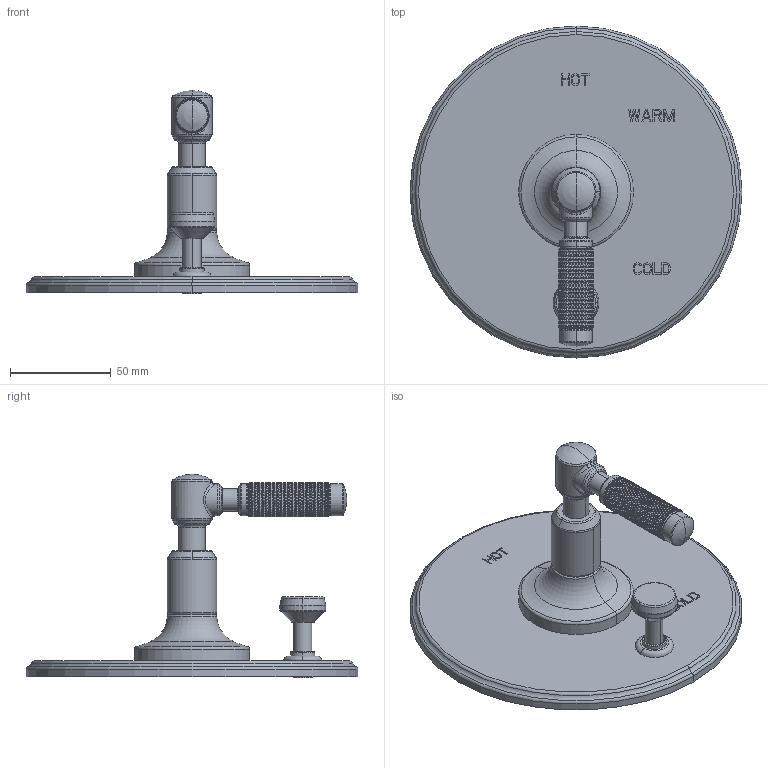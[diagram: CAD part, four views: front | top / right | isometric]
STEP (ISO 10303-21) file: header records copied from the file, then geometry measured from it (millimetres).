
FILE_DESCRIPTION((''),'2;1');
FILE_NAME('5-3252BP_','2024-07-31T09:08:17',('rsmith'),(''),'CREO PARAMETRIC BY PTC INC, 2023134','CREO PARAMETRIC BY PTC INC, 2023134','');
FILE_SCHEMA(('CONFIG_CONTROL_DESIGN'));
Length unit declared in the file: inch
Products named in the file (1): 5-3252BP_
Bounding box: 165.1 x 165.1 x 101.19 mm (x, y, z)
Volume: 95820.3 mm3; surface area: 67491.9 mm2
Topology: 1 solids, 1 shells, 5490 faces, 11337 edges, 5884 vertices
Faces by surface type: bspline 4086, cylinder 1035, plane 283, torus 70, cone 12, sphere 4
Entity records: 214631 total; most frequent: CARTESIAN_POINT 134549, ORIENTED_EDGE 22666, EDGE_CURVE 11333, B_SPLINE_CURVE_WITH_KNOTS 10212, VERTEX_POINT 5884, EDGE_LOOP 5529, FACE_OUTER_BOUND 5490, ADVANCED_FACE 5490
